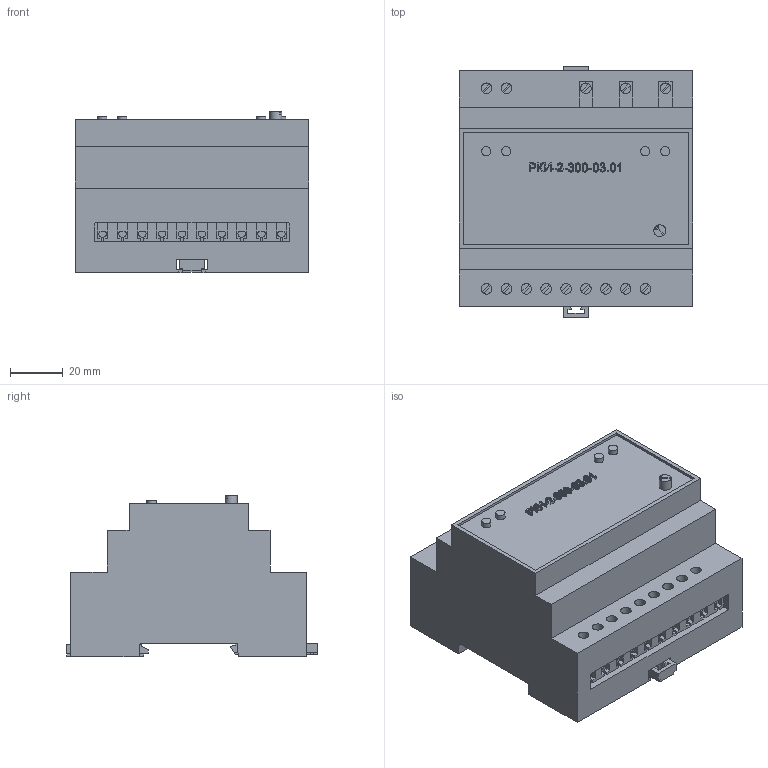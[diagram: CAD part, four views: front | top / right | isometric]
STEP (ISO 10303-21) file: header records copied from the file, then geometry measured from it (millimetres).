
FILE_DESCRIPTION(('STEP AP214'), '1');
FILE_NAME('ﾐﾊﾈ-2-300-03.01', '', ('UNSPECIFIED'), ('UNSPECIFIED'), 'ASCON STEP Converter 1.3', 'ASCON Math Kernel', '');
FILE_SCHEMA(('AUTOMOTIVE_DESIGN { 1 0 10303 214 3 1 1}'));
Length unit declared in the file: millimetre
Bounding box: 88 x 94.7 x 60.79 mm (x, y, z)
Volume: 73038.6 mm3; surface area: 77177.8 mm2
Topology: 2 solids, 9 shells, 1172 faces, 3270 edges, 2178 vertices
Faces by surface type: cylinder 590, plane 582
Full cylindrical faces by diameter (mm): 3.5 x4, 4 x14, 4.5 x1
Entity records: 47350 total; most frequent: DIRECTION 6836, CARTESIAN_POINT 6602, ORIENTED_EDGE 6502, EDGE_CURVE 3251, AXIS2_PLACEMENT_3D 2412, VERTEX_POINT 2178, LINE 2012, VECTOR 2012
